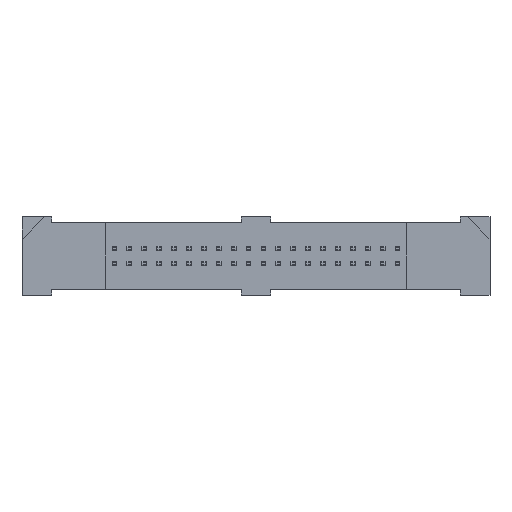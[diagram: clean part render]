
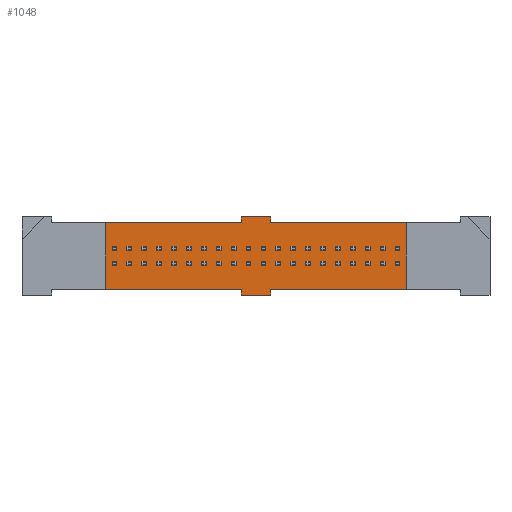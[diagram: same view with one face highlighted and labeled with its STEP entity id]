
A CAD part, front view. The second image highlights one B-rep face of the part: STEP entity #1048.
In plain terms, the highlighted planar face has unit normal (0, -1, 0).
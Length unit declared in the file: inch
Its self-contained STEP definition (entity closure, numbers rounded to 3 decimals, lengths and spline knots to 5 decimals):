
#1048 = ADVANCED_FACE( '', ( #2445 ), #2446, .T. );
#2445 = FACE_OUTER_BOUND( '', #4208, .T. );
#2446 = PLANE( '', #4209 );
#4208 = EDGE_LOOP( '', ( #7152, #7153, #7154, #7155, #7156, #7157, #7158, #7159, #7160, #7161, #7162, #7163 ) );
#4209 = AXIS2_PLACEMENT_3D( '', #7164, #7165, #7166 );
#7152 = ORIENTED_EDGE( '', *, *, #12092, .T. );
#7153 = ORIENTED_EDGE( '', *, *, #12211, .T. );
#7154 = ORIENTED_EDGE( '', *, *, #11720, .F. );
#7155 = ORIENTED_EDGE( '', *, *, #12212, .T. );
#7156 = ORIENTED_EDGE( '', *, *, #12103, .T. );
#7157 = ORIENTED_EDGE( '', *, *, #12213, .F. );
#7158 = ORIENTED_EDGE( '', *, *, #12214, .F. );
#7159 = ORIENTED_EDGE( '', *, *, #12113, .T. );
#7160 = ORIENTED_EDGE( '', *, *, #11939, .T. );
#7161 = ORIENTED_EDGE( '', *, *, #11733, .T. );
#7162 = ORIENTED_EDGE( '', *, *, #12215, .F. );
#7163 = ORIENTED_EDGE( '', *, *, #11994, .T. );
#7164 = CARTESIAN_POINT( '', ( 0.505, 0.015, 0.1315 ) );
#7165 = DIRECTION( '', ( 0., -1., 0. ) );
#7166 = DIRECTION( '', ( 0., 0., -1. ) );
#11720 = EDGE_CURVE( '', #14465, #14467, #14468, .T. );
#11733 = EDGE_CURVE( '', #14486, #14487, #14488, .T. );
#11939 = EDGE_CURVE( '', #14833, #14486, #14834, .T. );
#11994 = EDGE_CURVE( '', #14922, #14920, #14923, .T. );
#12092 = EDGE_CURVE( '', #14920, #15080, #15081, .T. );
#12103 = EDGE_CURVE( '', #15099, #15097, #15100, .T. );
#12113 = EDGE_CURVE( '', #15115, #14833, #15116, .T. );
#12211 = EDGE_CURVE( '', #15080, #14467, #15270, .T. );
#12212 = EDGE_CURVE( '', #14465, #15099, #15271, .T. );
#12213 = EDGE_CURVE( '', #15272, #15097, #15273, .T. );
#12214 = EDGE_CURVE( '', #15115, #15272, #15274, .T. );
#12215 = EDGE_CURVE( '', #14922, #14487, #15275, .T. );
#14465 = VERTEX_POINT( '', #18377 );
#14467 = VERTEX_POINT( '', #18380 );
#14468 = LINE( '', #18381, #18382 );
#14486 = VERTEX_POINT( '', #18409 );
#14487 = VERTEX_POINT( '', #18410 );
#14488 = LINE( '', #18411, #18412 );
#14833 = VERTEX_POINT( '', #18919 );
#14834 = LINE( '', #18920, #18921 );
#14920 = VERTEX_POINT( '', #19049 );
#14922 = VERTEX_POINT( '', #19052 );
#14923 = LINE( '', #19053, #19054 );
#15080 = VERTEX_POINT( '', #19287 );
#15081 = LINE( '', #19288, #19289 );
#15097 = VERTEX_POINT( '', #19314 );
#15099 = VERTEX_POINT( '', #19317 );
#15100 = LINE( '', #19318, #19319 );
#15115 = VERTEX_POINT( '', #19341 );
#15116 = LINE( '', #19342, #19343 );
#15270 = LINE( '', #19573, #19574 );
#15271 = LINE( '', #19575, #19576 );
#15272 = VERTEX_POINT( '', #19577 );
#15273 = LINE( '', #19578, #19579 );
#15274 = LINE( '', #19580, #19581 );
#15275 = LINE( '', #19582, #19583 );
#18377 = CARTESIAN_POINT( '', ( 0.05, 0.015, -0.1315 ) );
#18380 = CARTESIAN_POINT( '', ( -0.05, 0.015, -0.1315 ) );
#18381 = CARTESIAN_POINT( '', ( 0.505, 0.015, -0.1315 ) );
#18382 = VECTOR( '', #22485, 39.37008 );
#18409 = CARTESIAN_POINT( '', ( -0.05, 0.015, 0.1315 ) );
#18410 = CARTESIAN_POINT( '', ( -0.05, 0.015, 0.1115 ) );
#18411 = CARTESIAN_POINT( '', ( -0.05, 0.015, 0.1115 ) );
#18412 = VECTOR( '', #22495, 39.37008 );
#18919 = CARTESIAN_POINT( '', ( 0.05, 0.015, 0.1315 ) );
#18920 = CARTESIAN_POINT( '', ( 0.505, 0.015, 0.1315 ) );
#18921 = VECTOR( '', #22664, 39.37008 );
#19049 = CARTESIAN_POINT( '', ( -0.505, 0.015, -0.1115 ) );
#19052 = CARTESIAN_POINT( '', ( -0.505, 0.015, 0.1115 ) );
#19053 = CARTESIAN_POINT( '', ( -0.505, 0.015, 0.1315 ) );
#19054 = VECTOR( '', #22708, 39.37008 );
#19287 = CARTESIAN_POINT( '', ( -0.05, 0.015, -0.1115 ) );
#19288 = CARTESIAN_POINT( '', ( 0., 0.015, -0.1115 ) );
#19289 = VECTOR( '', #22785, 39.37008 );
#19314 = CARTESIAN_POINT( '', ( 0.505, 0.015, -0.1115 ) );
#19317 = CARTESIAN_POINT( '', ( 0.05, 0.015, -0.1115 ) );
#19318 = CARTESIAN_POINT( '', ( 0., 0.015, -0.1115 ) );
#19319 = VECTOR( '', #22796, 39.37008 );
#19341 = CARTESIAN_POINT( '', ( 0.05, 0.015, 0.1115 ) );
#19342 = CARTESIAN_POINT( '', ( 0.05, 0.015, 0.1315 ) );
#19343 = VECTOR( '', #22804, 39.37008 );
#19573 = CARTESIAN_POINT( '', ( -0.05, 0.015, -0.1315 ) );
#19574 = VECTOR( '', #22881, 39.37008 );
#19575 = CARTESIAN_POINT( '', ( 0.05, 0.015, -0.1115 ) );
#19576 = VECTOR( '', #22882, 39.37008 );
#19577 = CARTESIAN_POINT( '', ( 0.505, 0.015, 0.1115 ) );
#19578 = CARTESIAN_POINT( '', ( 0.505, 0.015, 0.1315 ) );
#19579 = VECTOR( '', #22883, 39.37008 );
#19580 = CARTESIAN_POINT( '', ( 0., 0.015, 0.1115 ) );
#19581 = VECTOR( '', #22884, 39.37008 );
#19582 = CARTESIAN_POINT( '', ( 0., 0.015, 0.1115 ) );
#19583 = VECTOR( '', #22885, 39.37008 );
#22485 = DIRECTION( '', ( -1., 0., 0. ) );
#22495 = DIRECTION( '', ( 0., 0., -1. ) );
#22664 = DIRECTION( '', ( -1., 0., 0. ) );
#22708 = DIRECTION( '', ( 0., 0., -1. ) );
#22785 = DIRECTION( '', ( 1., 0., 0. ) );
#22796 = DIRECTION( '', ( 1., 0., 0. ) );
#22804 = DIRECTION( '', ( 0., 0., 1. ) );
#22881 = DIRECTION( '', ( 0., 0., -1. ) );
#22882 = DIRECTION( '', ( 0., 0., 1. ) );
#22883 = DIRECTION( '', ( 0., 0., -1. ) );
#22884 = DIRECTION( '', ( 1., 0., 0. ) );
#22885 = DIRECTION( '', ( 1., 0., 0. ) );
